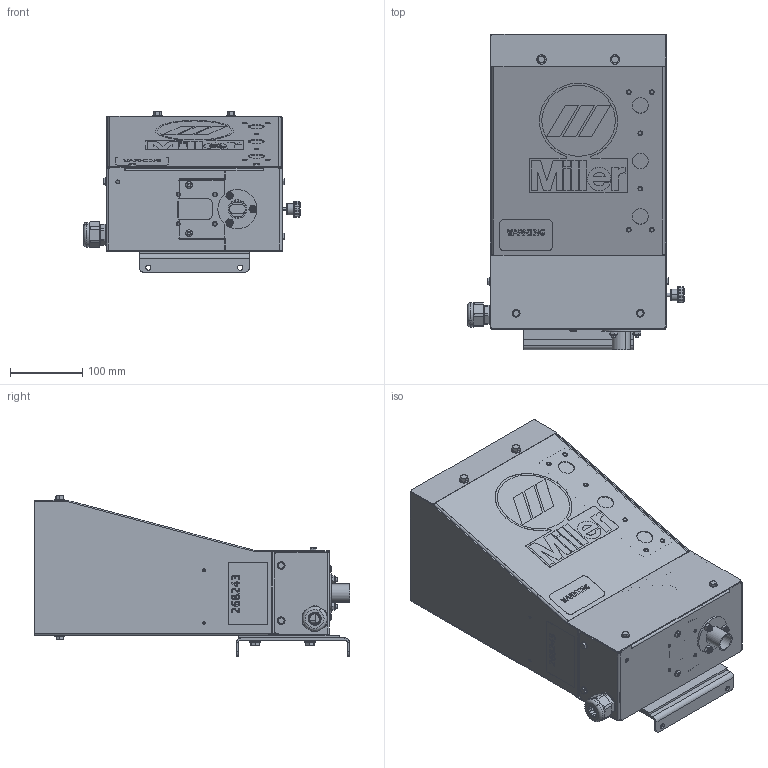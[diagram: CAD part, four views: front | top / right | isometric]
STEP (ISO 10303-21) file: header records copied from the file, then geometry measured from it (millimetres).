
FILE_DESCRIPTION (( 'STEP AP214' ), '1' );
FILE_NAME ('SubArc Flux Hopper Digital LV - 300942.STEP', '2015-12-16T16:03:35', ( 'ITS' ), ( 'ITW Welding Group' ), 'SwSTEP 2.0', 'SolidWorks 2015', '' );
FILE_SCHEMA (( 'AUTOMOTIVE_DESIGN' ));
Length unit declared in the file: inch
Products named in the file (1): SubArc Flux Hopper Digital LV - 300942
Bounding box: 299.8 x 435.98 x 221.86 mm (x, y, z)
Surface area: 1212605.1 mm2 (no closed solid volume)
Topology: 0 solids, 83 shells, 3290 faces, 8057 edges, 5079 vertices
Faces by surface type: plane 1692, cylinder 915, cone 332, bspline 177, torus 168, sphere 6
Entity records: 173654 total; most frequent: CARTESIAN_POINT 53274, ORIENTED_EDGE 16050, DIRECTION 15455, EDGE_CURVE 8033, AXIS2_PLACEMENT_3D 5402, VERTEX_POINT 5079, LINE 4651, VECTOR 4651
